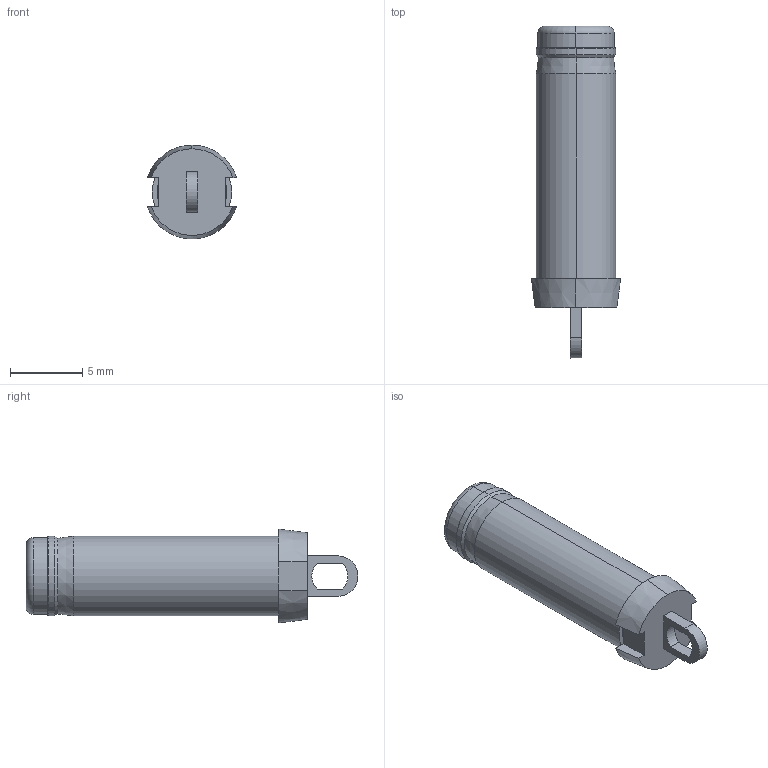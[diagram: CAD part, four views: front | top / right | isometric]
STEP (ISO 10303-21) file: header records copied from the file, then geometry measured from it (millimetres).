
FILE_DESCRIPTION (( 'STEP AP203' ), '1' );
FILE_NAME ('50-00026.step', '2016-09-15T21:34:58', ( '' ), ( '' ), 'SwSTEP 2.0', 'SolidWorks 2015', '' );
FILE_SCHEMA (( 'CONFIG_CONTROL_DESIGN' ));
Length unit declared in the file: millimetre
Products named in the file (4): 50-00026 shell; 50-00026 contact; 50-00026 insulator; 50-00026
Assembly tree (3 placements, depth 2):
  50-00026
    50-00026 shell
    50-00026 contact
    50-00026 insulator
Bounding box: 6.19 x 23 x 6.49 mm (x, y, z)
Volume: 403 mm3; surface area: 1248.9 mm2
Topology: 3 solids, 3 shells, 119 faces, 318 edges, 206 vertices
Faces by surface type: cylinder 53, plane 49, cone 15, torus 2
Entity records: 4172 total; most frequent: DIRECTION 690, CARTESIAN_POINT 673, ORIENTED_EDGE 636, EDGE_CURVE 318, AXIS2_PLACEMENT_3D 255, VERTEX_POINT 206, VECTOR 180, LINE 180
